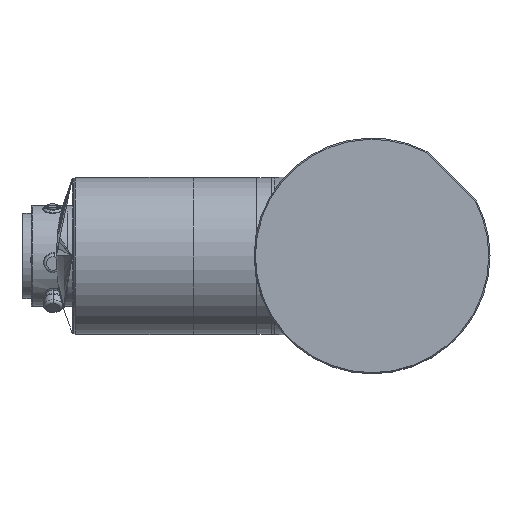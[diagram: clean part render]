
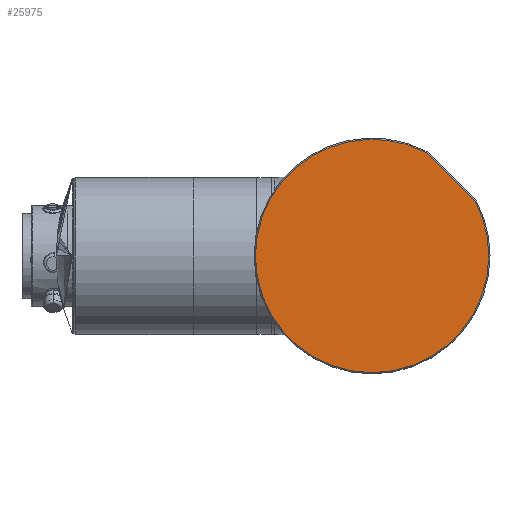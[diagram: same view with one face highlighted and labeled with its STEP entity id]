
A CAD part, front view. The second image highlights one B-rep face of the part: STEP entity #25975.
In plain terms, the highlighted planar face has unit normal (0, -1, 0).
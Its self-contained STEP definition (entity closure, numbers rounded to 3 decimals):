
#328 = AXIS2_PLACEMENT_3D ( 'NONE', #43332, #21666, #10981 ) ;
#764 = EDGE_CURVE ( 'NONE', #46537, #21112, #26437, .T. ) ;
#844 = ORIENTED_EDGE ( 'NONE', *, *, #41432, .T. ) ;
#1073 = CARTESIAN_POINT ( 'NONE',  ( -76.166, 0., -39.897 ) ) ;
#1364 = CARTESIAN_POINT ( 'NONE',  ( -39.722, 0., -76.294 ) ) ;
#1543 = CARTESIAN_POINT ( 'NONE',  ( -76.244, 0., -39.82 ) ) ;
#1771 = CARTESIAN_POINT ( 'NONE',  ( -76.315, 0., -39.737 ) ) ;
#1847 = CARTESIAN_POINT ( 'NONE',  ( -39.371, 0., -76.551 ) ) ;
#2080 = CARTESIAN_POINT ( 'NONE',  ( -39.371, 0., -76.551 ) ) ;
#4277 = B_SPLINE_CURVE_WITH_KNOTS ( 'NONE', 3,
 ( #11138, #14447, #40377, #36552 ),
 .UNSPECIFIED., .F., .F.,
 ( 4, 4 ),
 ( 0., 1. ),
 .UNSPECIFIED. ) ;
#5429 = CARTESIAN_POINT ( 'NONE',  ( -76.551, 0., -39.371 ) ) ;
#8454 = CARTESIAN_POINT ( 'NONE',  ( -86.082, 0., 0. ) ) ;
#9163 = CARTESIAN_POINT ( 'NONE',  ( -76.379, 0., -39.649 ) ) ;
#9422 = CARTESIAN_POINT ( 'NONE',  ( -76.379, 0., -39.649 ) ) ;
#10501 = AXIS2_PLACEMENT_3D ( 'NONE', #28028, #13047, #41847 ) ;
#10981 = DIRECTION ( 'NONE',  ( -1., 0., 0. ) ) ;
#11138 = CARTESIAN_POINT ( 'NONE',  ( -76.166, 0., -39.897 ) ) ;
#12492 = CARTESIAN_POINT ( 'NONE',  ( -76.443, 0., -39.561 ) ) ;
#13047 = DIRECTION ( 'NONE',  ( 0., -1., 0. ) ) ;
#13231 = CIRCLE ( 'NONE', #328, 86.082 ) ;
#14447 = CARTESIAN_POINT ( 'NONE',  ( -64.077, 0., -51.987 ) ) ;
#14715 = EDGE_CURVE ( 'NONE', #28692, #22700, #35451, .T. ) ;
#15089 = B_SPLINE_CURVE_WITH_KNOTS ( 'NONE', 3,
 ( #26795, #1364, #34636, #2080 ),
 .UNSPECIFIED., .F., .F.,
 ( 4, 4 ),
 ( 0., 1. ),
 .UNSPECIFIED. ) ;
#16951 = VERTEX_POINT ( 'NONE', #35329 ) ;
#17452 = PLANE ( 'NONE',  #26022 ) ;
#18886 = CARTESIAN_POINT ( 'NONE',  ( -76.379, 0., -39.649 ) ) ;
#21112 = VERTEX_POINT ( 'NONE', #41369 ) ;
#21666 = DIRECTION ( 'NONE',  ( 0., -1., 0. ) ) ;
#22581 = ORIENTED_EDGE ( 'NONE', *, *, #46469, .T. ) ;
#22700 = VERTEX_POINT ( 'NONE', #27019 ) ;
#23987 = EDGE_CURVE ( 'NONE', #16951, #46537, #15089, .T. ) ;
#24151 = CARTESIAN_POINT ( 'NONE',  ( 0., 0., 0. ) ) ;
#25975 = ADVANCED_FACE ( 'NONE', ( #42021 ), #17452, .T. ) ;
#26022 = AXIS2_PLACEMENT_3D ( 'NONE', #1847, #39076, #45364 ) ;
#26437 = CIRCLE ( 'NONE', #10501, 86.082 ) ;
#26795 = CARTESIAN_POINT ( 'NONE',  ( -39.897, 0., -76.166 ) ) ;
#27019 = CARTESIAN_POINT ( 'NONE',  ( -76.551, 0., -39.371 ) ) ;
#27437 = CARTESIAN_POINT ( 'NONE',  ( -76.166, 0., -39.897 ) ) ;
#28028 = CARTESIAN_POINT ( 'NONE',  ( 0., 0., 0. ) ) ;
#28692 = VERTEX_POINT ( 'NONE', #8454 ) ;
#29388 = AXIS2_PLACEMENT_3D ( 'NONE', #24151, #35756, #42695 ) ;
#31953 = ORIENTED_EDGE ( 'NONE', *, *, #23987, .T. ) ;
#32929 = ORIENTED_EDGE ( 'NONE', *, *, #14715, .T. ) ;
#34607 = B_SPLINE_CURVE_WITH_KNOTS ( 'NONE', 3,
 ( #5429, #45781, #12492, #9422 ),
 .UNSPECIFIED., .F., .F.,
 ( 4, 4 ),
 ( 0., 1. ),
 .UNSPECIFIED. ) ;
#34636 = CARTESIAN_POINT ( 'NONE',  ( -39.546, 0., -76.423 ) ) ;
#35329 = CARTESIAN_POINT ( 'NONE',  ( -39.897, 0., -76.166 ) ) ;
#35451 = CIRCLE ( 'NONE', #29388, 86.082 ) ;
#35756 = DIRECTION ( 'NONE',  ( 0., -1., 0. ) ) ;
#36038 = EDGE_CURVE ( 'NONE', #36958, #16951, #4277, .T. ) ;
#36552 = CARTESIAN_POINT ( 'NONE',  ( -39.897, 0., -76.166 ) ) ;
#36958 = VERTEX_POINT ( 'NONE', #1073 ) ;
#38207 = VERTEX_POINT ( 'NONE', #18886 ) ;
#38488 = B_SPLINE_CURVE_WITH_KNOTS ( 'NONE', 3,
 ( #9163, #1771, #1543, #27437 ),
 .UNSPECIFIED., .F., .F.,
 ( 4, 4 ),
 ( 0., 1. ),
 .UNSPECIFIED. ) ;
#38509 = EDGE_CURVE ( 'NONE', #38207, #36958, #38488, .T. ) ;
#39076 = DIRECTION ( 'NONE',  ( 0., -1., 0. ) ) ;
#39110 = EDGE_LOOP ( 'NONE', ( #31953, #41052, #844, #32929, #22581, #40850, #45255 ) ) ;
#40377 = CARTESIAN_POINT ( 'NONE',  ( -51.987, 0., -64.077 ) ) ;
#40850 = ORIENTED_EDGE ( 'NONE', *, *, #38509, .T. ) ;
#41052 = ORIENTED_EDGE ( 'NONE', *, *, #764, .T. ) ;
#41369 = CARTESIAN_POINT ( 'NONE',  ( 86.082, 0., 0. ) ) ;
#41432 = EDGE_CURVE ( 'NONE', #21112, #28692, #13231, .T. ) ;
#41847 = DIRECTION ( 'NONE',  ( -1., 0., 0. ) ) ;
#42021 = FACE_OUTER_BOUND ( 'NONE', #39110, .T. ) ;
#42695 = DIRECTION ( 'NONE',  ( -1., 0., 0. ) ) ;
#42921 = CARTESIAN_POINT ( 'NONE',  ( -39.371, 0., -76.551 ) ) ;
#43332 = CARTESIAN_POINT ( 'NONE',  ( 0., 0., 0. ) ) ;
#45255 = ORIENTED_EDGE ( 'NONE', *, *, #36038, .T. ) ;
#45364 = DIRECTION ( 'NONE',  ( 0.589, 0., 0.808 ) ) ;
#45781 = CARTESIAN_POINT ( 'NONE',  ( -76.5, 0., -39.468 ) ) ;
#46469 = EDGE_CURVE ( 'NONE', #22700, #38207, #34607, .T. ) ;
#46537 = VERTEX_POINT ( 'NONE', #42921 ) ;
